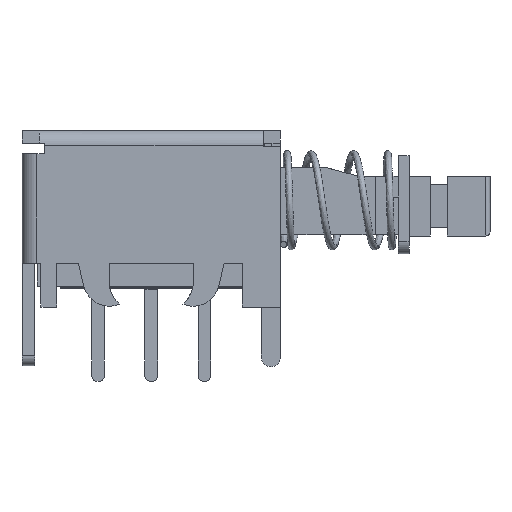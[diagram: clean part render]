
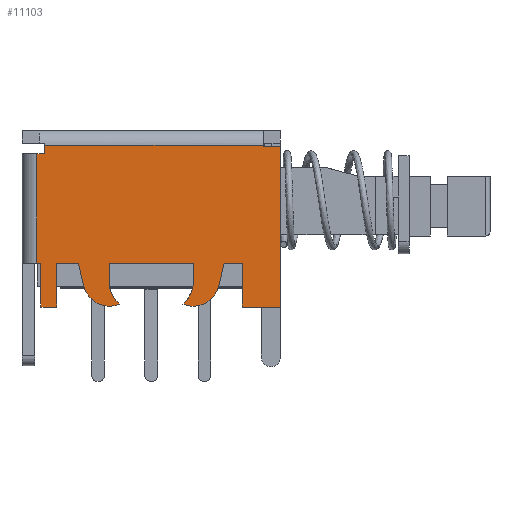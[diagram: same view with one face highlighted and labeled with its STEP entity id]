
A CAD part, left-side view. The second image highlights one B-rep face of the part: STEP entity #11103.
In plain terms, the highlighted planar face has unit normal (-1, 0, 0).
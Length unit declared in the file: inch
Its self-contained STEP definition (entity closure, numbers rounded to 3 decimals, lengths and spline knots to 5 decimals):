
#5892=CARTESIAN_POINT('',(-0.09843,0.07815,-0.26614));
#5893=VERTEX_POINT('',#5892);
#5900=CARTESIAN_POINT('',(-0.09843,0.05862,-0.30984));
#5901=VERTEX_POINT('',#5900);
#5902=CARTESIAN_POINT('',(-0.09843,0.01949,-0.26614));
#5903=DIRECTION('',(-1.0,0.0,0.0));
#5904=DIRECTION('',(0.0,-0.667,0.745));
#5905=AXIS2_PLACEMENT_3D('',#5902,#5903,#5904);
#5906=CIRCLE('',#5905,0.05866);
#5907=EDGE_CURVE('',#5893,#5901,#5906,.T.);
#5933=CARTESIAN_POINT('',(-0.09843,0.07815,-0.23386));
#5934=VERTEX_POINT('',#5933);
#5941=CARTESIAN_POINT('',(-0.09843,0.07815,-0.23386));
#5942=DIRECTION('',(0.0,0.0,-1.0));
#5943=VECTOR('',#5942,0.03228);
#5944=LINE('',#5941,#5943);
#5945=EDGE_CURVE('',#5934,#5893,#5944,.T.);
#5957=CARTESIAN_POINT('',(-0.09843,-0.07815,-0.23386));
#5958=VERTEX_POINT('',#5957);
#5965=CARTESIAN_POINT('',(-0.09843,-0.07815,-0.23386));
#5966=DIRECTION('',(0.0,1.0,0.0));
#5967=VECTOR('',#5966,0.1563);
#5968=LINE('',#5965,#5967);
#5969=EDGE_CURVE('',#5958,#5934,#5968,.T.);
#5981=CARTESIAN_POINT('',(-0.09843,-0.07815,-0.26614));
#5982=VERTEX_POINT('',#5981);
#5989=CARTESIAN_POINT('',(-0.09843,-0.07815,-0.26614));
#5990=DIRECTION('',(0.0,0.0,1.0));
#5991=VECTOR('',#5990,0.03228);
#5992=LINE('',#5989,#5991);
#5993=EDGE_CURVE('',#5982,#5958,#5992,.T.);
#6015=CARTESIAN_POINT('',(-0.09843,-0.05862,-0.30984));
#6016=VERTEX_POINT('',#6015);
#6023=CARTESIAN_POINT('',(-0.09843,-0.01949,-0.26614));
#6024=DIRECTION('',(-1.0,0.0,0.0));
#6025=DIRECTION('',(0.0,1.0,0.0));
#6026=AXIS2_PLACEMENT_3D('',#6023,#6024,#6025);
#6027=CIRCLE('',#6026,0.05866);
#6028=EDGE_CURVE('',#6016,#5982,#6027,.T.);
#9290=CARTESIAN_POINT('',(-0.09843,0.21161,-0.0311));
#9291=VERTEX_POINT('',#9290);
#9309=CARTESIAN_POINT('',(-0.09843,0.21161,-0.23386));
#9310=VERTEX_POINT('',#9309);
#9318=CARTESIAN_POINT('',(-0.09843,0.21161,-0.23386));
#9319=DIRECTION('',(0.0,0.0,1.0));
#9320=VECTOR('',#9319,0.20276);
#9321=LINE('',#9318,#9320);
#9322=EDGE_CURVE('',#9310,#9291,#9321,.T.);
#9397=CARTESIAN_POINT('',(-0.09843,0.19744,-0.0311));
#9398=VERTEX_POINT('',#9397);
#9399=CARTESIAN_POINT('',(-0.09843,0.19744,-0.0311));
#9400=DIRECTION('',(0.0,1.0,0.0));
#9401=VECTOR('',#9400,0.01417);
#9402=LINE('',#9399,#9401);
#9403=EDGE_CURVE('',#9398,#9291,#9402,.T.);
#9931=CARTESIAN_POINT('',(-0.09843,0.19744,-0.01575));
#9932=VERTEX_POINT('',#9931);
#9940=CARTESIAN_POINT('',(-0.09843,-0.20768,-0.01575));
#9941=VERTEX_POINT('',#9940);
#9942=CARTESIAN_POINT('',(-0.09843,0.19744,-0.01575));
#9943=DIRECTION('',(0.0,-1.0,0.0));
#9944=VECTOR('',#9943,0.40512);
#9945=LINE('',#9942,#9944);
#9946=EDGE_CURVE('',#9932,#9941,#9945,.T.);
#9990=CARTESIAN_POINT('',(-0.09843,-0.20768,-0.0185));
#9991=VERTEX_POINT('',#9990);
#9992=CARTESIAN_POINT('',(-0.09843,-0.20768,-0.0185));
#9993=DIRECTION('',(0.0,0.0,1.0));
#9994=VECTOR('',#9993,0.00276);
#9995=LINE('',#9992,#9994);
#9996=EDGE_CURVE('',#9991,#9941,#9995,.T.);
#10820=CARTESIAN_POINT('',(-0.09843,-0.23917,-0.0185));
#10821=VERTEX_POINT('',#10820);
#10822=CARTESIAN_POINT('',(-0.09843,-0.23917,-0.0185));
#10823=DIRECTION('',(0.0,1.0,0.0));
#10824=VECTOR('',#10823,0.0315);
#10825=LINE('',#10822,#10824);
#10826=EDGE_CURVE('',#10821,#9991,#10825,.T.);
#10874=CARTESIAN_POINT('',(-0.09843,-0.23917,-0.31496));
#10875=VERTEX_POINT('',#10874);
#10876=CARTESIAN_POINT('',(-0.09843,-0.23917,-0.0185));
#10877=DIRECTION('',(0.0,0.0,-1.0));
#10878=VECTOR('',#10877,0.29646);
#10879=LINE('',#10876,#10878);
#10880=EDGE_CURVE('',#10821,#10875,#10879,.T.);
#10981=CARTESIAN_POINT('',(-0.09843,0.19744,-0.01575));
#10982=DIRECTION('',(0.0,0.0,-1.0));
#10983=VECTOR('',#10982,0.01535);
#10984=LINE('',#10981,#10983);
#10985=EDGE_CURVE('',#9932,#9398,#10984,.T.);
#10990=CARTESIAN_POINT('',(-0.09843,-0.26171,-0.32992));
#10991=DIRECTION('',(-1.0,0.0,0.0));
#10992=DIRECTION('',(0.0,0.0,1.0));
#10993=AXIS2_PLACEMENT_3D('',#10990,#10991,#10992);
#10994=PLANE('',#10993);
#10995=ORIENTED_EDGE('',*,*,#9322,.F.);
#10996=CARTESIAN_POINT('',(-0.09843,0.20413,-0.23386));
#10997=VERTEX_POINT('',#10996);
#10998=CARTESIAN_POINT('',(-0.09843,0.20413,-0.23386));
#10999=DIRECTION('',(0.0,1.0,0.0));
#11000=VECTOR('',#10999,0.00748);
#11001=LINE('',#10998,#11000);
#11002=EDGE_CURVE('',#10997,#9310,#11001,.T.);
#11003=ORIENTED_EDGE('',*,*,#11002,.F.);
#11004=CARTESIAN_POINT('',(-0.09843,0.20413,-0.31496));
#11005=VERTEX_POINT('',#11004);
#11006=CARTESIAN_POINT('',(-0.09843,0.20413,-0.31496));
#11007=DIRECTION('',(0.0,0.0,1.0));
#11008=VECTOR('',#11007,0.0811);
#11009=LINE('',#11006,#11008);
#11010=EDGE_CURVE('',#11005,#10997,#11009,.T.);
#11011=ORIENTED_EDGE('',*,*,#11010,.F.);
#11012=CARTESIAN_POINT('',(-0.09843,0.175,-0.31496));
#11013=VERTEX_POINT('',#11012);
#11014=CARTESIAN_POINT('',(-0.09843,0.175,-0.31496));
#11015=DIRECTION('',(0.0,1.0,0.0));
#11016=VECTOR('',#11015,0.02913);
#11017=LINE('',#11014,#11016);
#11018=EDGE_CURVE('',#11013,#11005,#11017,.T.);
#11019=ORIENTED_EDGE('',*,*,#11018,.F.);
#11020=CARTESIAN_POINT('',(-0.09843,0.175,-0.23386));
#11021=VERTEX_POINT('',#11020);
#11022=CARTESIAN_POINT('',(-0.09843,0.175,-0.23386));
#11023=DIRECTION('',(0.0,0.0,-1.0));
#11024=VECTOR('',#11023,0.0811);
#11025=LINE('',#11022,#11024);
#11026=EDGE_CURVE('',#11021,#11013,#11025,.T.);
#11027=ORIENTED_EDGE('',*,*,#11026,.F.);
#11028=CARTESIAN_POINT('',(-0.09843,0.13484,-0.23386));
#11029=VERTEX_POINT('',#11028);
#11030=CARTESIAN_POINT('',(-0.09843,0.13484,-0.23386));
#11031=DIRECTION('',(0.0,1.0,0.0));
#11032=VECTOR('',#11031,0.04016);
#11033=LINE('',#11030,#11032);
#11034=EDGE_CURVE('',#11029,#11021,#11033,.T.);
#11035=ORIENTED_EDGE('',*,*,#11034,.F.);
#11036=CARTESIAN_POINT('',(-0.09843,0.12537,-0.27493));
#11037=VERTEX_POINT('',#11036);
#11038=CARTESIAN_POINT('',(-0.09843,0.12537,-0.27493));
#11039=DIRECTION('',(0.0,0.225,0.974));
#11040=VECTOR('',#11039,0.04215);
#11041=LINE('',#11038,#11040);
#11042=EDGE_CURVE('',#11037,#11029,#11041,.T.);
#11043=ORIENTED_EDGE('',*,*,#11042,.F.);
#11044=CARTESIAN_POINT('',(-0.09843,0.07703,-0.26378));
#11045=DIRECTION('',(1.0,0.0,0.0));
#11046=DIRECTION('',(0.0,-0.371,-0.929));
#11047=AXIS2_PLACEMENT_3D('',#11044,#11045,#11046);
#11048=CIRCLE('',#11047,0.04961);
#11049=EDGE_CURVE('',#5901,#11037,#11048,.T.);
#11050=ORIENTED_EDGE('',*,*,#11049,.F.);
#11051=ORIENTED_EDGE('',*,*,#5907,.F.);
#11052=ORIENTED_EDGE('',*,*,#5945,.F.);
#11053=ORIENTED_EDGE('',*,*,#5969,.F.);
#11054=ORIENTED_EDGE('',*,*,#5993,.F.);
#11055=ORIENTED_EDGE('',*,*,#6028,.F.);
#11056=CARTESIAN_POINT('',(-0.09843,-0.12537,-0.27493));
#11057=VERTEX_POINT('',#11056);
#11058=CARTESIAN_POINT('',(-0.09843,-0.07703,-0.26378));
#11059=DIRECTION('',(1.0,0.0,0.0));
#11060=DIRECTION('',(0.0,-0.974,-0.225));
#11061=AXIS2_PLACEMENT_3D('',#11058,#11059,#11060);
#11062=CIRCLE('',#11061,0.04961);
#11063=EDGE_CURVE('',#11057,#6016,#11062,.T.);
#11064=ORIENTED_EDGE('',*,*,#11063,.F.);
#11065=CARTESIAN_POINT('',(-0.09843,-0.13484,-0.23386));
#11066=VERTEX_POINT('',#11065);
#11067=CARTESIAN_POINT('',(-0.09843,-0.13484,-0.23386));
#11068=DIRECTION('',(0.0,0.225,-0.974));
#11069=VECTOR('',#11068,0.04215);
#11070=LINE('',#11067,#11069);
#11071=EDGE_CURVE('',#11066,#11057,#11070,.T.);
#11072=ORIENTED_EDGE('',*,*,#11071,.F.);
#11073=CARTESIAN_POINT('',(-0.09843,-0.1687,-0.23386));
#11074=VERTEX_POINT('',#11073);
#11075=CARTESIAN_POINT('',(-0.09843,-0.1687,-0.23386));
#11076=DIRECTION('',(0.0,1.0,0.0));
#11077=VECTOR('',#11076,0.03386);
#11078=LINE('',#11075,#11077);
#11079=EDGE_CURVE('',#11074,#11066,#11078,.T.);
#11080=ORIENTED_EDGE('',*,*,#11079,.F.);
#11081=CARTESIAN_POINT('',(-0.09843,-0.1687,-0.31496));
#11082=VERTEX_POINT('',#11081);
#11083=CARTESIAN_POINT('',(-0.09843,-0.1687,-0.31496));
#11084=DIRECTION('',(0.0,0.0,1.0));
#11085=VECTOR('',#11084,0.0811);
#11086=LINE('',#11083,#11085);
#11087=EDGE_CURVE('',#11082,#11074,#11086,.T.);
#11088=ORIENTED_EDGE('',*,*,#11087,.F.);
#11089=CARTESIAN_POINT('',(-0.09843,-0.23917,-0.31496));
#11090=DIRECTION('',(0.0,1.0,0.0));
#11091=VECTOR('',#11090,0.07047);
#11092=LINE('',#11089,#11091);
#11093=EDGE_CURVE('',#10875,#11082,#11092,.T.);
#11094=ORIENTED_EDGE('',*,*,#11093,.F.);
#11095=ORIENTED_EDGE('',*,*,#10880,.F.);
#11096=ORIENTED_EDGE('',*,*,#10826,.T.);
#11097=ORIENTED_EDGE('',*,*,#9996,.T.);
#11098=ORIENTED_EDGE('',*,*,#9946,.F.);
#11099=ORIENTED_EDGE('',*,*,#10985,.T.);
#11100=ORIENTED_EDGE('',*,*,#9403,.T.);
#11101=EDGE_LOOP('',(#10995,#11003,#11011,#11019,#11027,#11035,#11043,#11050,#11051,#11052,#11053,#11054,#11055,#11064,#11072,#11080,#11088,#11094,#11095,#11096,#11097,#11098,#11099,#11100));
#11102=FACE_OUTER_BOUND('',#11101,.T.);
#11103=ADVANCED_FACE('',(#11102),#10994,.T.);
